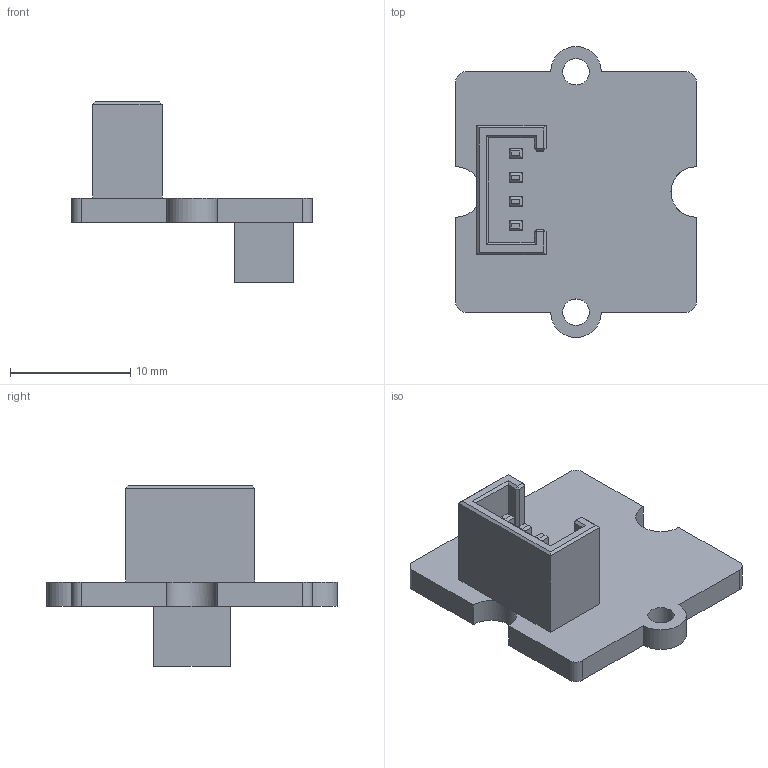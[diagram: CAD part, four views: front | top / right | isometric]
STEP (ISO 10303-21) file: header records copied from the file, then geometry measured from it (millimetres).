
FILE_DESCRIPTION(/* description */ (''),/* implementation_level */ '2;1');
FILE_NAME(/* name */ 'Global_IR_Reflective_Sensor v1.step',/* time_stamp */ '2019-06-07T11:41:00+02:00',/* author */ (''),/* organization */ (''),/* preprocessor_version */ 'ST-DEVELOPER v18',/* originating_system */ 'Autodesk Translation Framework v8.2.0.1029',/* authorisation */ '');
FILE_SCHEMA (('AUTOMOTIVE_DESIGN { 1 0 10303 214 3 1 1 }'));
Length unit declared in the file: millimetre
Products named in the file (1): Global_IR_Reflective_Sensor
Bounding box: 20 x 24.2 x 15 mm (x, y, z)
Volume: 1131.8 mm3; surface area: 1570.4 mm2
Topology: 1 solids, 1 shells, 101 faces, 246 edges, 151 vertices
Faces by surface type: plane 87, cylinder 12, sphere 2
Full cylindrical faces by diameter (mm): 1.5 x2, 2.2 x2
Entity records: 3009 total; most frequent: CARTESIAN_POINT 497, ORIENTED_EDGE 488, DIRECTION 479, EDGE_CURVE 244, LINE 213, VECTOR 213, VERTEX_POINT 151, AXIS2_PLACEMENT_3D 133
